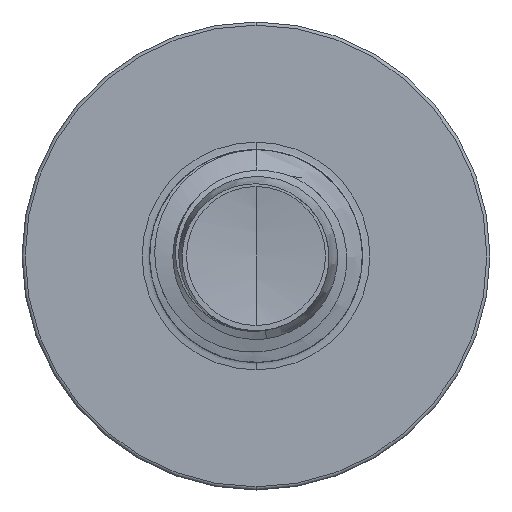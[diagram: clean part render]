
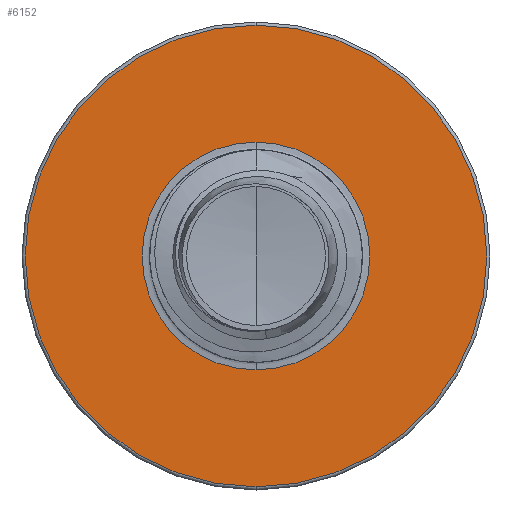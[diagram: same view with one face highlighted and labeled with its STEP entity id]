
A CAD part, front view. The second image highlights one B-rep face of the part: STEP entity #6152.
In plain terms, the highlighted planar face has unit normal (0, -1, 0).
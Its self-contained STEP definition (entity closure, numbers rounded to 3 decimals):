
#376 = DIRECTION ( 'NONE',  ( 0., 1., 0. ) ) ;
#419 = AXIS2_PLACEMENT_3D ( 'NONE', #16523, #32799, #19188 ) ;
#921 = EDGE_LOOP ( 'NONE', ( #22783, #28552 ) ) ;
#2551 = DIRECTION ( 'NONE',  ( 0., 0., 1. ) ) ;
#4579 = VERTEX_POINT ( 'NONE', #23986 ) ;
#5311 = CARTESIAN_POINT ( 'NONE',  ( 0., 17.5, -2.677 ) ) ;
#6152 = ADVANCED_FACE ( 'NONE', ( #17308, #34618 ), #21103, .F. ) ;
#7853 = DIRECTION ( 'NONE',  ( 0., 1., 0. ) ) ;
#8578 = CIRCLE ( 'NONE', #9621, 2.677 ) ;
#8741 = ORIENTED_EDGE ( 'NONE', *, *, #29861, .T. ) ;
#9621 = AXIS2_PLACEMENT_3D ( 'NONE', #19099, #376, #21575 ) ;
#10151 = CIRCLE ( 'NONE', #26553, 5.425 ) ;
#10763 = VERTEX_POINT ( 'NONE', #5311 ) ;
#11843 = EDGE_LOOP ( 'NONE', ( #8741, #23469 ) ) ;
#16523 = CARTESIAN_POINT ( 'NONE',  ( 0., 17.5, 0. ) ) ;
#17167 = CIRCLE ( 'NONE', #28335, 2.677 ) ;
#17308 = FACE_OUTER_BOUND ( 'NONE', #921, .T. ) ;
#17432 = CARTESIAN_POINT ( 'NONE',  ( 0., 17.5, 5.425 ) ) ;
#19099 = CARTESIAN_POINT ( 'NONE',  ( 0., 17.5, 0. ) ) ;
#19188 = DIRECTION ( 'NONE',  ( 0., 0., 1. ) ) ;
#20419 = AXIS2_PLACEMENT_3D ( 'NONE', #22191, #21069, #20999 ) ;
#20690 = DIRECTION ( 'NONE',  ( 0., 1., 0. ) ) ;
#20999 = DIRECTION ( 'NONE',  ( 0., 0., 1. ) ) ;
#21069 = DIRECTION ( 'NONE',  ( 0., 1., 0. ) ) ;
#21103 = PLANE ( 'NONE',  #20419 ) ;
#21332 = VERTEX_POINT ( 'NONE', #31089 ) ;
#21575 = DIRECTION ( 'NONE',  ( 0., 0., 1. ) ) ;
#22191 = CARTESIAN_POINT ( 'NONE',  ( 0., 17.5, -2.677 ) ) ;
#22391 = EDGE_CURVE ( 'NONE', #10763, #21332, #8578, .T. ) ;
#22783 = ORIENTED_EDGE ( 'NONE', *, *, #25522, .F. ) ;
#23469 = ORIENTED_EDGE ( 'NONE', *, *, #22391, .T. ) ;
#23986 = CARTESIAN_POINT ( 'NONE',  ( 0., 17.5, -5.425 ) ) ;
#24389 = CARTESIAN_POINT ( 'NONE',  ( 0., 17.5, 0. ) ) ;
#25522 = EDGE_CURVE ( 'NONE', #31355, #4579, #10151, .T. ) ;
#26553 = AXIS2_PLACEMENT_3D ( 'NONE', #24389, #7853, #26596 ) ;
#26596 = DIRECTION ( 'NONE',  ( 0., 0., 1. ) ) ;
#28335 = AXIS2_PLACEMENT_3D ( 'NONE', #34513, #20690, #2551 ) ;
#28402 = EDGE_CURVE ( 'NONE', #4579, #31355, #33144, .T. ) ;
#28552 = ORIENTED_EDGE ( 'NONE', *, *, #28402, .F. ) ;
#29861 = EDGE_CURVE ( 'NONE', #21332, #10763, #17167, .T. ) ;
#31089 = CARTESIAN_POINT ( 'NONE',  ( 0., 17.5, 2.677 ) ) ;
#31355 = VERTEX_POINT ( 'NONE', #17432 ) ;
#32799 = DIRECTION ( 'NONE',  ( 0., 1., 0. ) ) ;
#33144 = CIRCLE ( 'NONE', #419, 5.425 ) ;
#34513 = CARTESIAN_POINT ( 'NONE',  ( 0., 17.5, 0. ) ) ;
#34618 = FACE_BOUND ( 'NONE', #11843, .T. ) ;
